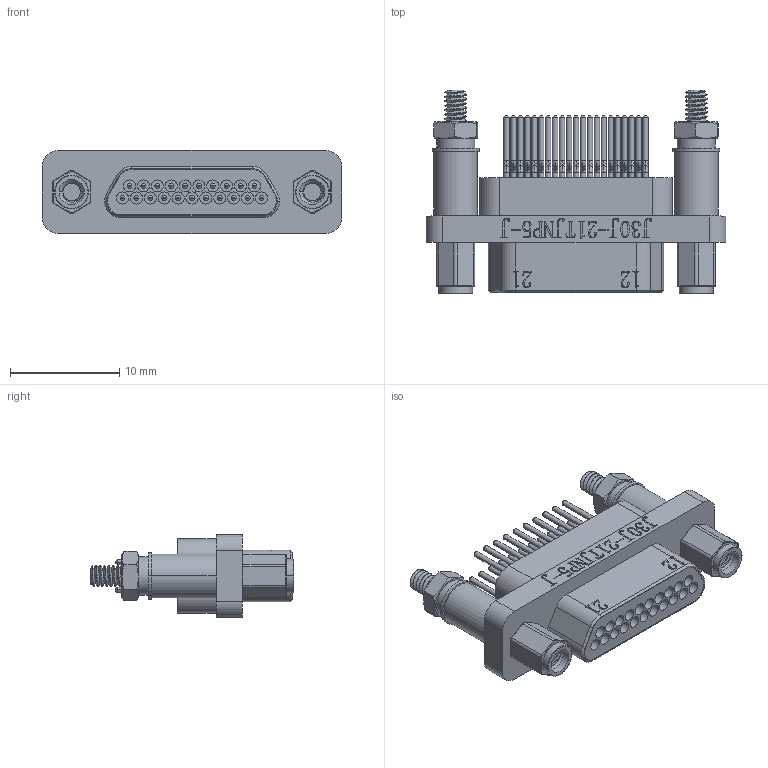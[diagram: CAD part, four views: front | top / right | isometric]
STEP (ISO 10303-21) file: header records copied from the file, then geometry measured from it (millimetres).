
FILE_DESCRIPTION (( 'STEP AP203' ), '1' );
FILE_NAME ('FMD009-M021SDBU-S0.STEP', '2025-08-25T08:11:59', ( '' ), ( '' ), 'SwSTEP 2.0', 'SolidWorks 2021', '' );
FILE_SCHEMA (( 'CONFIG_CONTROL_DESIGN' ));
Length unit declared in the file: millimetre
Products named in the file (1): FMD009-M021SDBU-S0
Bounding box: 27.4 x 18.6 x 7.6 mm (x, y, z)
Volume: 1443.9 mm3; surface area: 2310.1 mm2
Topology: 1 solids, 1 shells, 1575 faces, 4116 edges, 2659 vertices
Faces by surface type: plane 625, cylinder 448, bspline 275, torus 154, cone 73
Entity records: 64803 total; most frequent: CARTESIAN_POINT 28153, ORIENTED_EDGE 8232, DIRECTION 6751, EDGE_CURVE 4116, VERTEX_POINT 2659, AXIS2_PLACEMENT_3D 2256, VECTOR 2239, LINE 2239
